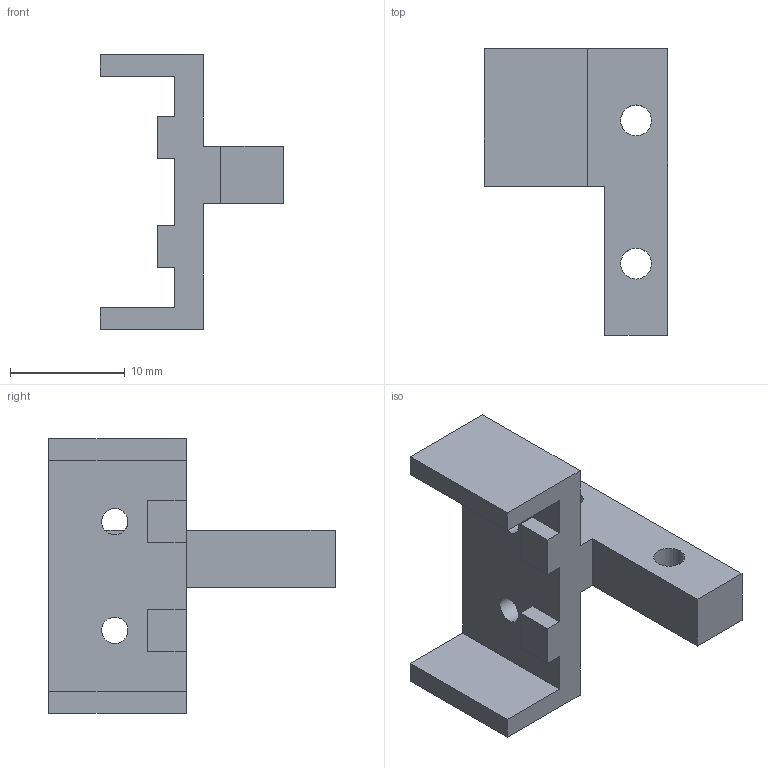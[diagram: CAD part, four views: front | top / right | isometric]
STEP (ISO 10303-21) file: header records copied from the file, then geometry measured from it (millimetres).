
FILE_DESCRIPTION(('HOOPS Exchange Step'),'2;1');
FILE_NAME('temp_export','2023-01-03T23:17:58+08:00',('mobile'),('Shapr3D Limited'),'HOOPS Exchange 2022.1','Shapr3D','Authorized');
FILE_SCHEMA( ('AUTOMOTIVE_DESIGN { 1 0 10303 214 1 1 1 1 }') );
Length unit declared in the file: millimetre
Products named in the file (1): Rear Switch Mount
Bounding box: 16 x 25 x 24 mm (x, y, z)
Volume: 1753.6 mm3; surface area: 1753.4 mm2
Topology: 1 solids, 1 shells, 29 faces, 82 edges, 54 vertices
Faces by surface type: plane 25, cylinder 4
Full cylindrical faces by diameter (mm): 2.3 x2, 2.7 x2
Entity records: 970 total; most frequent: CARTESIAN_POINT 166, ORIENTED_EDGE 164, DIRECTION 152, EDGE_CURVE 82, VECTOR 72, LINE 72, VERTEX_POINT 54, AXIS2_PLACEMENT_3D 40
